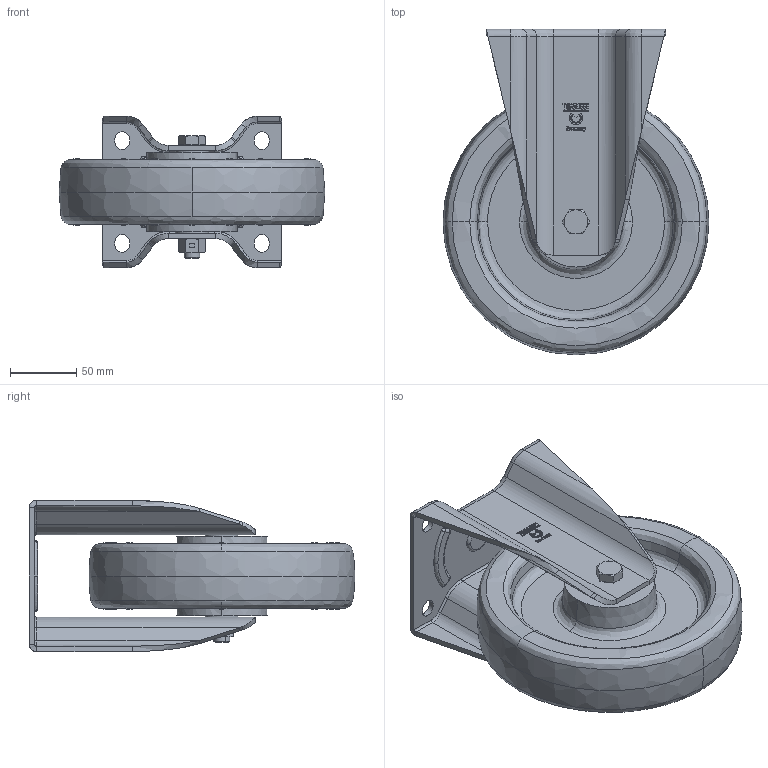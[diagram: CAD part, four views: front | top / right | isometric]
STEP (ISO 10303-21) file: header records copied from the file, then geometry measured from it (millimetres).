
FILE_DESCRIPTION (( 'STEP AP214' ), '1' );
FILE_NAME ('0021087_B-IM-PAM-200-K.STEP', '2015-06-22T10:39:50', ( '' ), ( '' ), 'SwSTEP 2.0', 'SolidWorks 2014', '' );
FILE_SCHEMA (( 'AUTOMOTIVE_DESIGN' ));
Length unit declared in the file: millimetre
Products named in the file (1): 0021087_B-IM-PAM-200-K
Bounding box: 200 x 245 x 114 mm (x, y, z)
Volume: 1215754.8 mm3; surface area: 244290 mm2
Topology: 8 solids, 12 shells, 685 faces, 1671 edges, 1050 vertices
Faces by surface type: plane 333, cylinder 193, bspline 74, cone 55, torus 30
Entity records: 31299 total; most frequent: CARTESIAN_POINT 7627, ORIENTED_EDGE 3334, DIRECTION 3333, EDGE_CURVE 1667, AXIS2_PLACEMENT_3D 1176, VERTEX_POINT 1050, VECTOR 981, LINE 981
